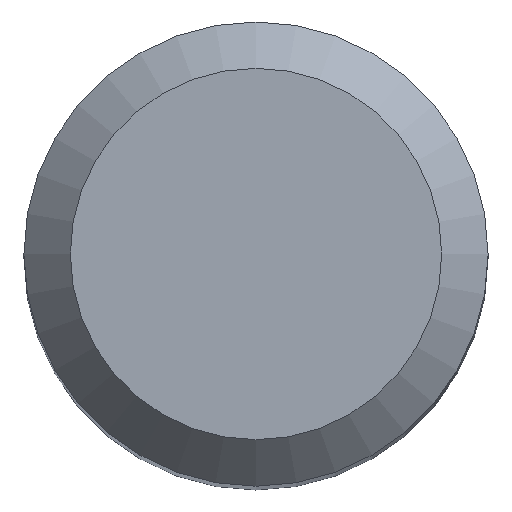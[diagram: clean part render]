
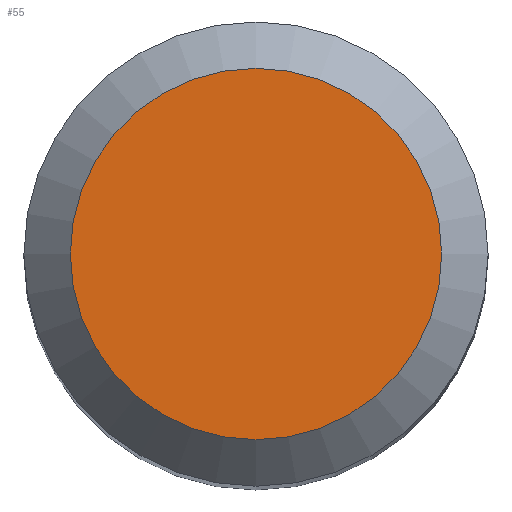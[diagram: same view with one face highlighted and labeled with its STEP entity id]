
A CAD part, top view. The second image highlights one B-rep face of the part: STEP entity #55.
In plain terms, the highlighted planar face has unit normal (0, 0, 1).
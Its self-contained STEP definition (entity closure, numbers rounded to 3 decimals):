
#12 = DIRECTION ( 'NONE',  ( 0., 0., -1. ) ) ;
#35 = CIRCLE ( 'NONE', #194, 3.2 ) ;
#43 = CARTESIAN_POINT ( 'NONE',  ( 0., 0., 80. ) ) ;
#45 = DIRECTION ( 'NONE',  ( 0., 0., -1. ) ) ;
#49 = CARTESIAN_POINT ( 'NONE',  ( 0., 3.2, 80. ) ) ;
#55 = ADVANCED_FACE ( 'NONE', ( #147 ), #130, .F. ) ;
#113 = DIRECTION ( 'NONE',  ( 0., 1., 0. ) ) ;
#130 = PLANE ( 'NONE',  #196 ) ;
#132 = EDGE_CURVE ( 'NONE', #205, #205, #35, .T. ) ;
#147 = FACE_OUTER_BOUND ( 'NONE', #202, .T. ) ;
#162 = CARTESIAN_POINT ( 'NONE',  ( 0., 0., 80. ) ) ;
#164 = ORIENTED_EDGE ( 'NONE', *, *, #132, .F. ) ;
#186 = DIRECTION ( 'NONE',  ( 0., 1., 0. ) ) ;
#194 = AXIS2_PLACEMENT_3D ( 'NONE', #162, #12, #186 ) ;
#196 = AXIS2_PLACEMENT_3D ( 'NONE', #43, #45, #113 ) ;
#202 = EDGE_LOOP ( 'NONE', ( #164 ) ) ;
#205 = VERTEX_POINT ( 'NONE', #49 ) ;
